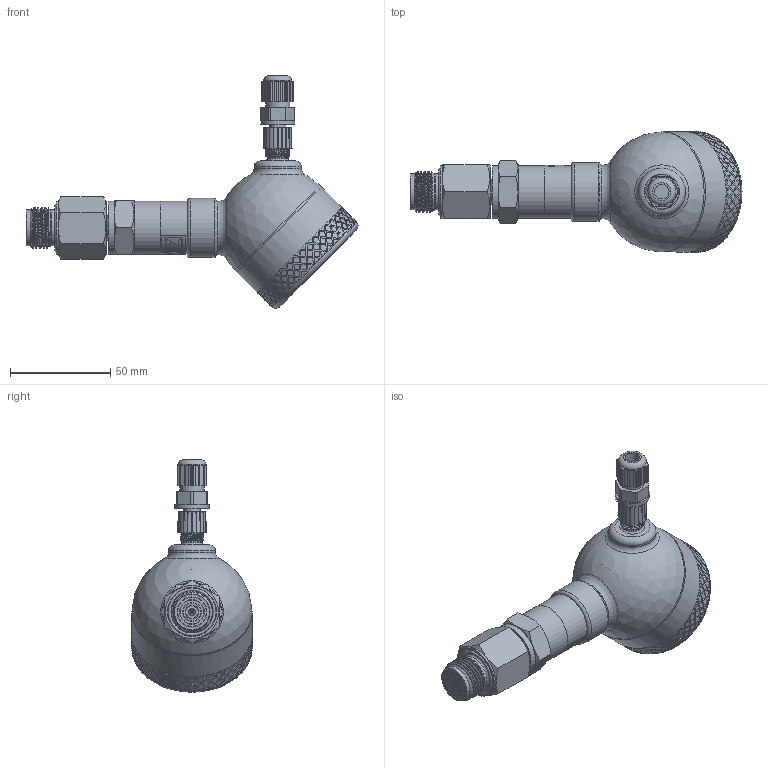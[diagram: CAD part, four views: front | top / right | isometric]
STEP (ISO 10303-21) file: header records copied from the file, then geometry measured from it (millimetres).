
FILE_DESCRIPTION(/* description */ (''),/* implementation_level */ '2;1');
FILE_NAME(/* name */ 'APZ3420mFH_G1''2DIN-flush_3.step',/* time_stamp */ '2021-07-07T16:06:12+03:00',/* author */ (''),/* organization */ (''),/* preprocessor_version */ 'ST-DEVELOPER v18.1',/* originating_system */ 'Autodesk Translation Framework v10.9.0.1377',/* authorisation */ '');
FILE_SCHEMA (('AUTOMOTIVE_DESIGN { 1 0 10303 214 3 1 1 }'));
Length unit declared in the file: millimetre
Products named in the file (8): АПЗ420М-полевойкорпус-
заполненный; Заполненный полевой 
корпус v13; Main body; Cover without display; M12x1 adapter; M12x1 female straight v9; G1\4EN; G1'2DIN diaphragm 18 v5 (1)
Assembly tree (6 placements, depth 3):
  АПЗ420М-полевойкорпус-
заполненный
    Заполненный полевой 
корпус v13
      Main body
      Cover without display
      M12x1 adapter
      M12x1 female straight v9
    G1\4EN
  G1'2DIN diaphragm 18 v5 (1)
Bounding box: 165.92 x 60.1 x 116.18 mm (x, y, z)
Volume: 250323.4 mm3; surface area: 43038.5 mm2
Topology: 9 solids, 9 shells, 1619 faces, 3997 edges, 2649 vertices
Faces by surface type: bspline 943, cylinder 316, plane 286, cone 44, torus 29, sphere 1
Full cylindrical faces by diameter (mm): 1 x4, 2 x1, 3.3 x1, 4 x1, 5 x3, 7.3 x1, 8 x3, 9.3 x1, 9.5 x2, 10.293 x1, 10.5 x2, 10.741 x7, 11 x1, 11.445 x4, 11.884 x6, 12 x1, 13.157 x9, 14 x1, 17 x1, 18 x2, 18.631 x4, 19.7 x1, 21 x1, 21.6 x1, 21.767 x1, 22.4 x1, 23.6 x1, 24 x1, 24.5 x2, 26.5 x3
Entity records: 75561 total; most frequent: CARTESIAN_POINT 44577, ORIENTED_EDGE 7990, EDGE_CURVE 3995, DIRECTION 3190, B_SPLINE_CURVE_WITH_KNOTS 2662, VERTEX_POINT 2649, EDGE_LOOP 1882, FACE_OUTER_BOUND 1619
